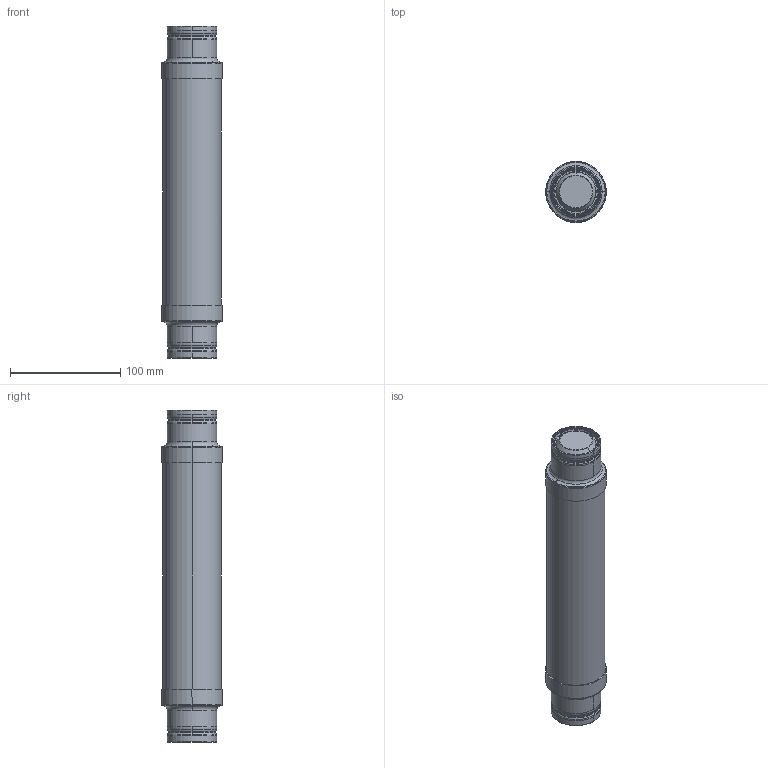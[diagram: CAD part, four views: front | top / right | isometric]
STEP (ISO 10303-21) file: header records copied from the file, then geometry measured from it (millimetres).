
FILE_DESCRIPTION((''),'2;1');
FILE_NAME('ETI_VV_235_53','2019-12-23T',('marketing.praksa'),('Audax d.o.o.'),'CREO PARAMETRIC BY PTC INC, 2017480','CREO PARAMETRIC BY PTC INC, 2017480','');
FILE_SCHEMA(('AUTOMOTIVE_DESIGN { 1 0 10303 214 1 1 1 1 }'));
Length unit declared in the file: millimetre
Products named in the file (1): ETI_VV_235_53
Bounding box: 55 x 55 x 301 mm (x, y, z)
Volume: 624719.1 mm3; surface area: 54244 mm2
Topology: 1 solids, 1 shells, 171 faces, 441 edges, 276 vertices
Faces by surface type: torus 88, cylinder 39, plane 36, cone 8
Entity records: 6939 total; most frequent: DIRECTION 1050, CARTESIAN_POINT 1007, ORIENTED_EDGE 882, AXIS2_PLACEMENT_3D 472, PRESENTATION_STYLE_ASSIGNMENT 447, STYLED_ITEM 442, CURVE_STYLE 441, EDGE_CURVE 441
